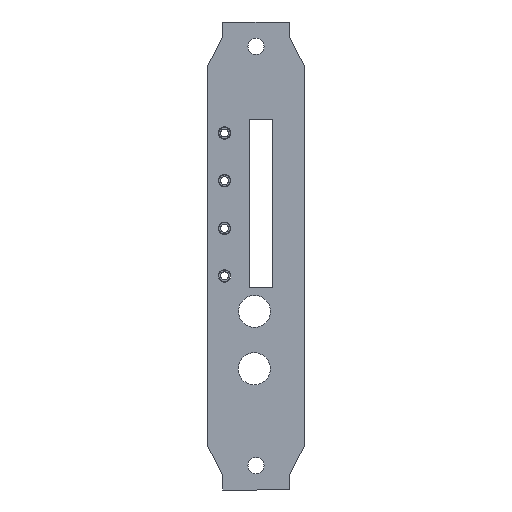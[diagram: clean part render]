
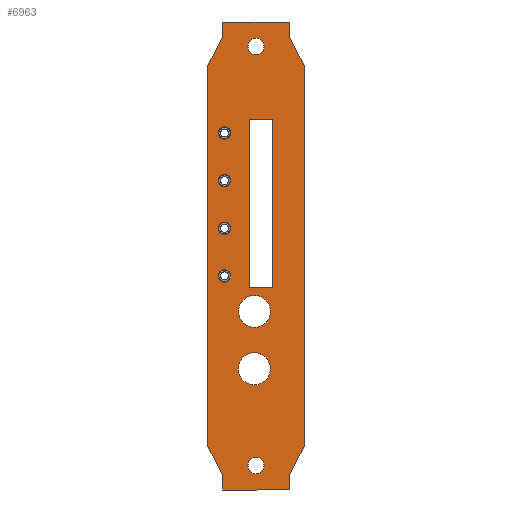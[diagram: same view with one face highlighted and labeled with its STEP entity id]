
A CAD part, front view. The second image highlights one B-rep face of the part: STEP entity #6963.
In plain terms, the highlighted planar face has unit normal (0, -1, 0).
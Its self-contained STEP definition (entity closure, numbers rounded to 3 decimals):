
#514=FACE_BOUND('',#1635,.T.);
#515=FACE_BOUND('',#1636,.T.);
#516=FACE_BOUND('',#1637,.T.);
#517=FACE_BOUND('',#1638,.T.);
#518=FACE_BOUND('',#1639,.T.);
#519=FACE_BOUND('',#1640,.T.);
#520=FACE_BOUND('',#1641,.T.);
#521=FACE_BOUND('',#1642,.T.);
#522=FACE_BOUND('',#1643,.T.);
#605=PLANE('',#7759);
#908=FACE_OUTER_BOUND('',#1634,.T.);
#1634=EDGE_LOOP('',(#6091,#6092,#6093,#6094,#6095,#6096,#6097,#6098,#6099,
#6100,#6101,#6102));
#1635=EDGE_LOOP('',(#6103));
#1636=EDGE_LOOP('',(#6104));
#1637=EDGE_LOOP('',(#6105));
#1638=EDGE_LOOP('',(#6106));
#1639=EDGE_LOOP('',(#6107));
#1640=EDGE_LOOP('',(#6108));
#1641=EDGE_LOOP('',(#6109,#6110,#6111,#6112));
#1642=EDGE_LOOP('',(#6113));
#1643=EDGE_LOOP('',(#6114));
#2050=LINE('',#11335,#2504);
#2054=LINE('',#11343,#2508);
#2069=LINE('',#11375,#2523);
#2075=LINE('',#11387,#2529);
#2077=LINE('',#11390,#2531);
#2091=LINE('',#11420,#2545);
#2097=LINE('',#11432,#2551);
#2099=LINE('',#11435,#2553);
#2116=LINE('',#11475,#2570);
#2117=LINE('',#11477,#2571);
#2118=LINE('',#11478,#2572);
#2119=LINE('',#11480,#2573);
#2120=LINE('',#11482,#2574);
#2121=LINE('',#11483,#2575);
#2122=LINE('',#11489,#2576);
#2123=LINE('',#11490,#2577);
#2504=VECTOR('',#9450,10.);
#2508=VECTOR('',#9456,10.);
#2523=VECTOR('',#9481,10.);
#2529=VECTOR('',#9489,10.);
#2531=VECTOR('',#9493,10.);
#2545=VECTOR('',#9517,10.);
#2551=VECTOR('',#9525,10.);
#2553=VECTOR('',#9529,10.);
#2570=VECTOR('',#9562,10.);
#2571=VECTOR('',#9563,10.);
#2572=VECTOR('',#9564,10.);
#2573=VECTOR('',#9565,10.);
#2574=VECTOR('',#9566,10.);
#2575=VECTOR('',#9567,10.);
#2576=VECTOR('',#9572,10.);
#2577=VECTOR('',#9573,10.);
#3048=CIRCLE('',#7725,1.316);
#3050=CIRCLE('',#7728,1.316);
#3052=CIRCLE('',#7731,1.316);
#3054=CIRCLE('',#7734,1.316);
#3058=CIRCLE('',#7760,3.375);
#3059=CIRCLE('',#7761,3.375);
#3060=CIRCLE('',#7762,1.7);
#3061=CIRCLE('',#7763,1.7);
#3556=VERTEX_POINT('',#11309);
#3558=VERTEX_POINT('',#11315);
#3560=VERTEX_POINT('',#11321);
#3562=VERTEX_POINT('',#11327);
#3564=VERTEX_POINT('',#11333);
#3565=VERTEX_POINT('',#11334);
#3568=VERTEX_POINT('',#11342);
#3578=VERTEX_POINT('',#11371);
#3580=VERTEX_POINT('',#11374);
#3583=VERTEX_POINT('',#11381);
#3585=VERTEX_POINT('',#11385);
#3594=VERTEX_POINT('',#11416);
#3596=VERTEX_POINT('',#11419);
#3599=VERTEX_POINT('',#11426);
#3601=VERTEX_POINT('',#11430);
#3616=VERTEX_POINT('',#11474);
#3617=VERTEX_POINT('',#11476);
#3618=VERTEX_POINT('',#11479);
#3619=VERTEX_POINT('',#11481);
#3620=VERTEX_POINT('',#11484);
#3621=VERTEX_POINT('',#11486);
#3622=VERTEX_POINT('',#11488);
#3623=VERTEX_POINT('',#11491);
#3624=VERTEX_POINT('',#11493);
#4389=EDGE_CURVE('',#3556,#3556,#3048,.T.);
#4392=EDGE_CURVE('',#3558,#3558,#3050,.T.);
#4395=EDGE_CURVE('',#3560,#3560,#3052,.T.);
#4398=EDGE_CURVE('',#3562,#3562,#3054,.T.);
#4401=EDGE_CURVE('',#3564,#3565,#2050,.T.);
#4405=EDGE_CURVE('',#3568,#3565,#2054,.T.);
#4420=EDGE_CURVE('',#3578,#3580,#2069,.T.);
#4426=EDGE_CURVE('',#3583,#3585,#2075,.T.);
#4428=EDGE_CURVE('',#3580,#3585,#2077,.T.);
#4442=EDGE_CURVE('',#3594,#3596,#2091,.T.);
#4448=EDGE_CURVE('',#3599,#3601,#2097,.T.);
#4450=EDGE_CURVE('',#3596,#3601,#2099,.T.);
#4469=EDGE_CURVE('',#3594,#3616,#2116,.T.);
#4470=EDGE_CURVE('',#3616,#3617,#2117,.T.);
#4471=EDGE_CURVE('',#3617,#3583,#2118,.T.);
#4472=EDGE_CURVE('',#3578,#3618,#2119,.T.);
#4473=EDGE_CURVE('',#3618,#3619,#2120,.T.);
#4474=EDGE_CURVE('',#3619,#3599,#2121,.T.);
#4475=EDGE_CURVE('',#3620,#3620,#3058,.T.);
#4476=EDGE_CURVE('',#3621,#3621,#3059,.T.);
#4477=EDGE_CURVE('',#3622,#3568,#2122,.T.);
#4478=EDGE_CURVE('',#3564,#3622,#2123,.T.);
#4479=EDGE_CURVE('',#3623,#3623,#3060,.T.);
#4480=EDGE_CURVE('',#3624,#3624,#3061,.T.);
#6091=ORIENTED_EDGE('',*,*,#4469,.T.);
#6092=ORIENTED_EDGE('',*,*,#4470,.T.);
#6093=ORIENTED_EDGE('',*,*,#4471,.T.);
#6094=ORIENTED_EDGE('',*,*,#4426,.T.);
#6095=ORIENTED_EDGE('',*,*,#4428,.F.);
#6096=ORIENTED_EDGE('',*,*,#4420,.F.);
#6097=ORIENTED_EDGE('',*,*,#4472,.T.);
#6098=ORIENTED_EDGE('',*,*,#4473,.T.);
#6099=ORIENTED_EDGE('',*,*,#4474,.T.);
#6100=ORIENTED_EDGE('',*,*,#4448,.T.);
#6101=ORIENTED_EDGE('',*,*,#4450,.F.);
#6102=ORIENTED_EDGE('',*,*,#4442,.F.);
#6103=ORIENTED_EDGE('',*,*,#4389,.T.);
#6104=ORIENTED_EDGE('',*,*,#4392,.T.);
#6105=ORIENTED_EDGE('',*,*,#4395,.T.);
#6106=ORIENTED_EDGE('',*,*,#4398,.T.);
#6107=ORIENTED_EDGE('',*,*,#4475,.T.);
#6108=ORIENTED_EDGE('',*,*,#4476,.T.);
#6109=ORIENTED_EDGE('',*,*,#4477,.T.);
#6110=ORIENTED_EDGE('',*,*,#4405,.T.);
#6111=ORIENTED_EDGE('',*,*,#4401,.F.);
#6112=ORIENTED_EDGE('',*,*,#4478,.T.);
#6113=ORIENTED_EDGE('',*,*,#4479,.T.);
#6114=ORIENTED_EDGE('',*,*,#4480,.T.);
#6963=ADVANCED_FACE('',(#908,#514,#515,#516,#517,#518,#519,#520,#521,#522),
#605,.T.);
#7725=AXIS2_PLACEMENT_3D('',#11310,#9422,#9423);
#7728=AXIS2_PLACEMENT_3D('',#11316,#9429,#9430);
#7731=AXIS2_PLACEMENT_3D('',#11322,#9436,#9437);
#7734=AXIS2_PLACEMENT_3D('',#11328,#9443,#9444);
#7759=AXIS2_PLACEMENT_3D('',#11473,#9560,#9561);
#7760=AXIS2_PLACEMENT_3D('',#11485,#9568,#9569);
#7761=AXIS2_PLACEMENT_3D('',#11487,#9570,#9571);
#7762=AXIS2_PLACEMENT_3D('',#11492,#9574,#9575);
#7763=AXIS2_PLACEMENT_3D('',#11494,#9576,#9577);
#9422=DIRECTION('center_axis',(0.,1.,0.));
#9423=DIRECTION('ref_axis',(1.,0.,0.));
#9429=DIRECTION('center_axis',(0.,1.,0.));
#9430=DIRECTION('ref_axis',(1.,0.,0.));
#9436=DIRECTION('center_axis',(0.,1.,0.));
#9437=DIRECTION('ref_axis',(1.,0.,0.));
#9443=DIRECTION('center_axis',(0.,1.,0.));
#9444=DIRECTION('ref_axis',(1.,0.,0.));
#9450=DIRECTION('',(0.,0.,1.));
#9456=DIRECTION('',(1.,0.,0.));
#9481=DIRECTION('',(0.,0.,1.));
#9489=DIRECTION('',(0.,0.,1.));
#9493=DIRECTION('',(1.,0.,0.));
#9517=DIRECTION('',(0.,0.,-1.));
#9525=DIRECTION('',(0.,0.,-1.));
#9529=DIRECTION('',(-1.,0.,0.));
#9560=DIRECTION('center_axis',(0.,-1.,0.));
#9561=DIRECTION('ref_axis',(1.,0.,0.));
#9562=DIRECTION('',(0.457,0.,0.89));
#9563=DIRECTION('',(0.,0.,1.));
#9564=DIRECTION('',(-0.457,0.,0.89));
#9565=DIRECTION('',(-0.457,0.,-0.89));
#9566=DIRECTION('',(0.,0.,-1.));
#9567=DIRECTION('',(0.457,0.,-0.89));
#9568=DIRECTION('center_axis',(0.,1.,0.));
#9569=DIRECTION('ref_axis',(-1.,0.,0.));
#9570=DIRECTION('center_axis',(0.,1.,0.));
#9571=DIRECTION('ref_axis',(-1.,0.,0.));
#9572=DIRECTION('',(0.,0.,1.));
#9573=DIRECTION('',(-1.,0.,0.));
#9574=DIRECTION('center_axis',(0.,1.,0.));
#9575=DIRECTION('ref_axis',(1.,0.,0.));
#9576=DIRECTION('center_axis',(0.,1.,0.));
#9577=DIRECTION('ref_axis',(1.,0.,0.));
#11309=CARTESIAN_POINT('',(-82.472,104.6,56.622));
#11310=CARTESIAN_POINT('Origin',(-81.157,104.6,56.622));
#11315=CARTESIAN_POINT('',(-82.472,104.6,66.622));
#11316=CARTESIAN_POINT('Origin',(-81.157,104.6,66.622));
#11321=CARTESIAN_POINT('',(-82.472,104.6,46.622));
#11322=CARTESIAN_POINT('Origin',(-81.157,104.6,46.622));
#11327=CARTESIAN_POINT('',(-82.472,104.6,76.622));
#11328=CARTESIAN_POINT('Origin',(-81.157,104.6,76.622));
#11333=CARTESIAN_POINT('',(-71.017,104.6,44.159));
#11334=CARTESIAN_POINT('',(-71.017,104.6,79.564));
#11335=CARTESIAN_POINT('',(-71.017,104.6,65.182));
#11342=CARTESIAN_POINT('',(-76.017,104.6,79.564));
#11343=CARTESIAN_POINT('',(-75.285,104.6,79.564));
#11371=CARTESIAN_POINT('',(-81.51,104.6,96.933));
#11374=CARTESIAN_POINT('',(-81.51,104.6,99.933));
#11375=CARTESIAN_POINT('',(-81.51,104.6,96.933));
#11381=CARTESIAN_POINT('',(-67.594,104.6,96.933));
#11385=CARTESIAN_POINT('',(-67.594,104.6,99.933));
#11387=CARTESIAN_POINT('',(-67.594,104.6,96.933));
#11390=CARTESIAN_POINT('',(-71.073,104.6,99.933));
#11416=CARTESIAN_POINT('',(-67.594,104.6,4.667));
#11419=CARTESIAN_POINT('',(-67.594,104.6,1.667));
#11420=CARTESIAN_POINT('',(-67.594,104.6,4.667));
#11426=CARTESIAN_POINT('',(-81.51,104.6,4.667));
#11430=CARTESIAN_POINT('',(-81.51,104.6,1.667));
#11432=CARTESIAN_POINT('',(-81.51,104.6,4.667));
#11435=CARTESIAN_POINT('',(-78.031,104.6,1.667));
#11473=CARTESIAN_POINT('Origin',(-74.552,104.6,50.8));
#11474=CARTESIAN_POINT('',(-64.447,104.6,10.8));
#11475=CARTESIAN_POINT('',(-68.552,104.6,2.8));
#11476=CARTESIAN_POINT('',(-64.447,104.6,90.8));
#11477=CARTESIAN_POINT('',(-64.447,104.6,90.8));
#11478=CARTESIAN_POINT('',(-68.552,104.6,98.8));
#11479=CARTESIAN_POINT('',(-84.657,104.6,90.8));
#11480=CARTESIAN_POINT('',(-80.552,104.6,98.8));
#11481=CARTESIAN_POINT('',(-84.657,104.6,10.8));
#11482=CARTESIAN_POINT('',(-84.657,104.6,90.8));
#11483=CARTESIAN_POINT('',(-80.552,104.6,2.8));
#11484=CARTESIAN_POINT('',(-71.556,104.6,27.11));
#11485=CARTESIAN_POINT('Origin',(-74.931,104.6,27.11));
#11486=CARTESIAN_POINT('',(-71.492,104.6,39.16));
#11487=CARTESIAN_POINT('Origin',(-74.867,104.6,39.16));
#11488=CARTESIAN_POINT('',(-76.017,104.6,44.159));
#11489=CARTESIAN_POINT('',(-76.017,104.6,47.48));
#11490=CARTESIAN_POINT('',(-72.285,104.6,44.159));
#11491=CARTESIAN_POINT('',(-76.252,104.6,94.8));
#11492=CARTESIAN_POINT('Origin',(-74.552,104.6,94.8));
#11493=CARTESIAN_POINT('',(-76.252,104.6,6.8));
#11494=CARTESIAN_POINT('Origin',(-74.552,104.6,6.8));
